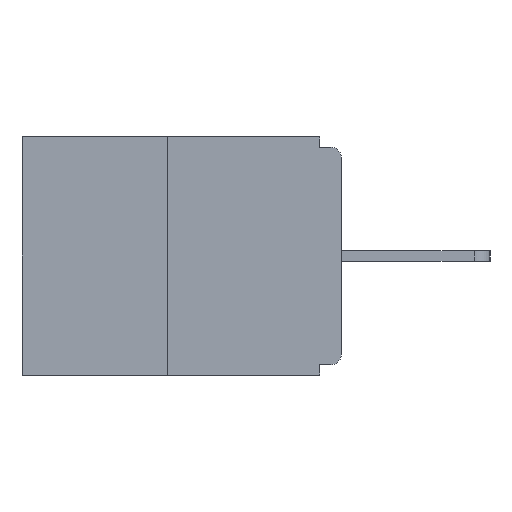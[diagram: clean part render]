
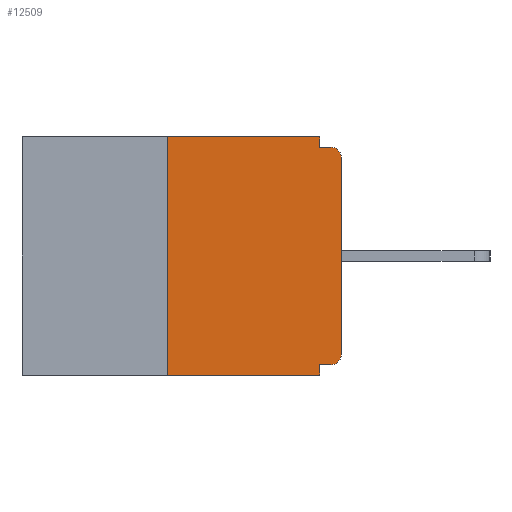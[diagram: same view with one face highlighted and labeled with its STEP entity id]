
A CAD part, left-side view. The second image highlights one B-rep face of the part: STEP entity #12509.
In plain terms, the highlighted planar face has unit normal (-1, 0, 0).
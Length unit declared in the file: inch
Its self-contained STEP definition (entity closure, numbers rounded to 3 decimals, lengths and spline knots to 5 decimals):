
#302 = AXIS2_PLACEMENT_3D ( 'NONE', #12011, #1762, #13709 ) ;
#425 = CARTESIAN_POINT ( 'NONE',  ( 0., 0., -0.328 ) ) ;
#548 = AXIS2_PLACEMENT_3D ( 'NONE', #1715, #3445, #15398 ) ;
#915 = DIRECTION ( 'NONE',  ( 0., -1., 0. ) ) ;
#1062 = ORIENTED_EDGE ( 'NONE', *, *, #9617, .T. ) ;
#1226 = EDGE_CURVE ( 'NONE', #20243, #6845, #19093, .T. ) ;
#1275 = CARTESIAN_POINT ( 'NONE',  ( 0., 0.031, -0.328 ) ) ;
#1544 = EDGE_CURVE ( 'NONE', #6845, #20015, #7211, .T. ) ;
#1715 = CARTESIAN_POINT ( 'NONE',  ( 0., 0.46, 0. ) ) ;
#1762 = DIRECTION ( 'NONE',  ( -1., 0., 0. ) ) ;
#2505 = LINE ( 'NONE', #3238, #11600 ) ;
#2650 = VECTOR ( 'NONE', #10786, 39.37008 ) ;
#2854 = CIRCLE ( 'NONE', #19170, 0.015 ) ;
#3238 = CARTESIAN_POINT ( 'NONE',  ( 0., 0.031, -0.343 ) ) ;
#3329 = VERTEX_POINT ( 'NONE', #16190 ) ;
#3445 = DIRECTION ( 'NONE',  ( 1., 0., 0. ) ) ;
#3615 = CARTESIAN_POINT ( 'NONE',  ( 0., 0.031, 0. ) ) ;
#3938 = ORIENTED_EDGE ( 'NONE', *, *, #1544, .F. ) ;
#4555 = DIRECTION ( 'NONE',  ( 0., -1., 0. ) ) ;
#4761 = LINE ( 'NONE', #16479, #13304 ) ;
#5838 = LINE ( 'NONE', #3615, #18790 ) ;
#6845 = VERTEX_POINT ( 'NONE', #14591 ) ;
#6884 = DIRECTION ( 'NONE',  ( 0., 0., 1. ) ) ;
#7183 = ORIENTED_EDGE ( 'NONE', *, *, #1226, .F. ) ;
#7211 = LINE ( 'NONE', #8651, #2650 ) ;
#7243 = CARTESIAN_POINT ( 'NONE',  ( 0., 0.25, 0. ) ) ;
#7462 = CARTESIAN_POINT ( 'NONE',  ( 0., 0., 0. ) ) ;
#7501 = FACE_OUTER_BOUND ( 'NONE', #14292, .T. ) ;
#7510 = DIRECTION ( 'NONE',  ( 0., 0., 1. ) ) ;
#8274 = ORIENTED_EDGE ( 'NONE', *, *, #10915, .F. ) ;
#8651 = CARTESIAN_POINT ( 'NONE',  ( 0., 0.46, 0. ) ) ;
#8825 = DIRECTION ( 'NONE',  ( -1., 0., 0. ) ) ;
#8937 = VERTEX_POINT ( 'NONE', #15658 ) ;
#9617 = EDGE_CURVE ( 'NONE', #15876, #14009, #12350, .T. ) ;
#9947 = CARTESIAN_POINT ( 'NONE',  ( 0., 0., -0.03 ) ) ;
#10412 = DIRECTION ( 'NONE',  ( 0., 0., -1. ) ) ;
#10786 = DIRECTION ( 'NONE',  ( 0., -1., 0. ) ) ;
#10915 = EDGE_CURVE ( 'NONE', #19469, #19202, #21210, .T. ) ;
#11600 = VECTOR ( 'NONE', #20090, 39.37008 ) ;
#11818 = ORIENTED_EDGE ( 'NONE', *, *, #13912, .F. ) ;
#11968 = PLANE ( 'NONE',  #548 ) ;
#12011 = CARTESIAN_POINT ( 'NONE',  ( 0., 0.015, -0.313 ) ) ;
#12058 = CARTESIAN_POINT ( 'NONE',  ( 0., 0.25, -0.343 ) ) ;
#12350 = LINE ( 'NONE', #7462, #16336 ) ;
#12444 = DIRECTION ( 'NONE',  ( 0., 1., 0. ) ) ;
#12509 = ADVANCED_FACE ( 'NONE', ( #7501 ), #11968, .F. ) ;
#13304 = VECTOR ( 'NONE', #4555, 39.37008 ) ;
#13345 = ORIENTED_EDGE ( 'NONE', *, *, #14710, .T. ) ;
#13709 = DIRECTION ( 'NONE',  ( 0., 0., -1. ) ) ;
#13912 = EDGE_CURVE ( 'NONE', #3329, #16365, #4761, .T. ) ;
#13959 = ORIENTED_EDGE ( 'NONE', *, *, #20274, .F. ) ;
#14009 = VERTEX_POINT ( 'NONE', #9947 ) ;
#14292 = EDGE_LOOP ( 'NONE', ( #3938, #7183, #21860, #18043, #8274, #15478, #1062, #13345, #11818, #13959 ) ) ;
#14591 = CARTESIAN_POINT ( 'NONE',  ( 0., 0.25, 0. ) ) ;
#14710 = EDGE_CURVE ( 'NONE', #14009, #16365, #2854, .T. ) ;
#14833 = CARTESIAN_POINT ( 'NONE',  ( 0., 0.031, 0. ) ) ;
#15105 = CIRCLE ( 'NONE', #302, 0.015 ) ;
#15394 = CARTESIAN_POINT ( 'NONE',  ( 0., 0., -0.313 ) ) ;
#15398 = DIRECTION ( 'NONE',  ( 0., 0., -1. ) ) ;
#15478 = ORIENTED_EDGE ( 'NONE', *, *, #16490, .T. ) ;
#15554 = EDGE_CURVE ( 'NONE', #20243, #8937, #17218, .T. ) ;
#15658 = CARTESIAN_POINT ( 'NONE',  ( 0., 0.031, -0.343 ) ) ;
#15876 = VERTEX_POINT ( 'NONE', #15394 ) ;
#16190 = CARTESIAN_POINT ( 'NONE',  ( 0., 0.031, -0.015 ) ) ;
#16336 = VECTOR ( 'NONE', #7510, 39.37008 ) ;
#16365 = VERTEX_POINT ( 'NONE', #19965 ) ;
#16479 = CARTESIAN_POINT ( 'NONE',  ( 0., 0., -0.015 ) ) ;
#16490 = EDGE_CURVE ( 'NONE', #19469, #15876, #15105, .T. ) ;
#16763 = CARTESIAN_POINT ( 'NONE',  ( 0., 0.015, -0.328 ) ) ;
#16828 = EDGE_CURVE ( 'NONE', #19202, #8937, #2505, .T. ) ;
#16881 = VECTOR ( 'NONE', #12444, 39.37008 ) ;
#17218 = LINE ( 'NONE', #21128, #21044 ) ;
#18043 = ORIENTED_EDGE ( 'NONE', *, *, #16828, .F. ) ;
#18077 = VECTOR ( 'NONE', #6884, 39.37008 ) ;
#18790 = VECTOR ( 'NONE', #10412, 39.37008 ) ;
#18895 = CARTESIAN_POINT ( 'NONE',  ( 0., 0.015, -0.03 ) ) ;
#19093 = LINE ( 'NONE', #7243, #18077 ) ;
#19170 = AXIS2_PLACEMENT_3D ( 'NONE', #18895, #8825, #20536 ) ;
#19202 = VERTEX_POINT ( 'NONE', #1275 ) ;
#19469 = VERTEX_POINT ( 'NONE', #16763 ) ;
#19965 = CARTESIAN_POINT ( 'NONE',  ( 0., 0.015, -0.015 ) ) ;
#20015 = VERTEX_POINT ( 'NONE', #14833 ) ;
#20090 = DIRECTION ( 'NONE',  ( 0., 0., -1. ) ) ;
#20243 = VERTEX_POINT ( 'NONE', #12058 ) ;
#20274 = EDGE_CURVE ( 'NONE', #20015, #3329, #5838, .T. ) ;
#20536 = DIRECTION ( 'NONE',  ( 0., 0., -1. ) ) ;
#21044 = VECTOR ( 'NONE', #915, 39.37008 ) ;
#21128 = CARTESIAN_POINT ( 'NONE',  ( 0., 0.46, -0.343 ) ) ;
#21210 = LINE ( 'NONE', #425, #16881 ) ;
#21860 = ORIENTED_EDGE ( 'NONE', *, *, #15554, .T. ) ;
